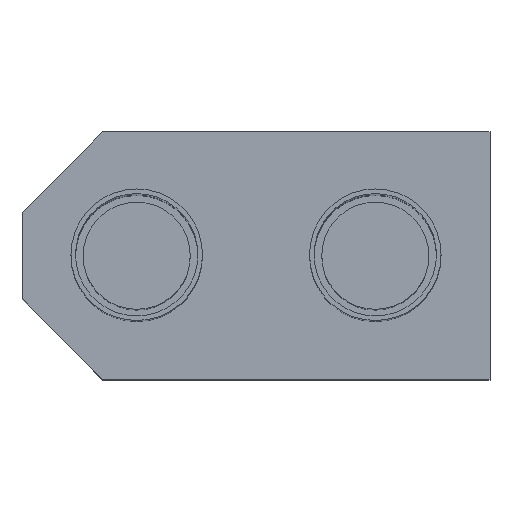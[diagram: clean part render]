
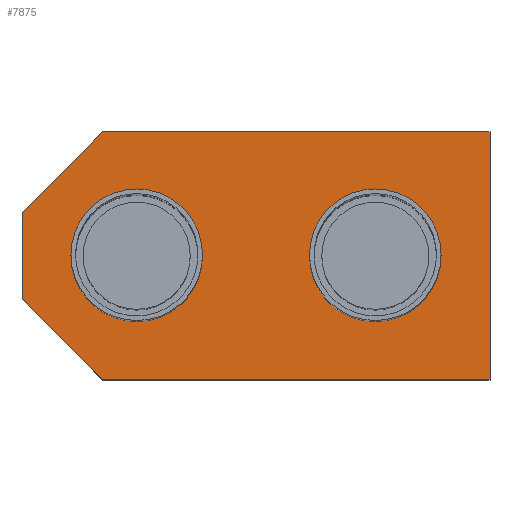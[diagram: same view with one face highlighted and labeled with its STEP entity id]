
A CAD part, top view. The second image highlights one B-rep face of the part: STEP entity #7875.
In plain terms, the highlighted planar face has unit normal (0, 0, 1).
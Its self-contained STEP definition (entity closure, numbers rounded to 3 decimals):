
#334=FACE_BOUND($,#1391,.T.);
#335=FACE_BOUND($,#1392,.T.);
#336=FACE_BOUND($,#1393,.T.);
#517=PLANE($,#8431);
#1391=EDGE_LOOP($,(#6426));
#1392=EDGE_LOOP($,(#6427));
#1393=EDGE_LOOP($,(#6428,#6429,#6430,#6431,#6432,#6433));
#1678=CIRCLE($,#8193,2.15);
#1682=CIRCLE($,#8201,2.15);
#2104=LINE($,#13684,#2815);
#2140=LINE($,#13764,#2851);
#2141=LINE($,#13767,#2852);
#2143=LINE($,#13771,#2854);
#2145=LINE($,#13775,#2856);
#2147=LINE($,#13778,#2858);
#2815=VECTOR($,#9744,12.661);
#2851=VECTOR($,#9814,8.1);
#2852=VECTOR($,#9817,3.733);
#2854=VECTOR($,#9821,2.821);
#2856=VECTOR($,#9825,3.733);
#2858=VECTOR($,#9829,12.661);
#3335=VERTEX_POINT($,#10985);
#3339=VERTEX_POINT($,#10997);
#3641=VERTEX_POINT($,#13681);
#3642=VERTEX_POINT($,#13683);
#3669=VERTEX_POINT($,#13762);
#3670=VERTEX_POINT($,#13766);
#3671=VERTEX_POINT($,#13770);
#3672=VERTEX_POINT($,#13774);
#4117=EDGE_CURVE($,#3335,#3335,#1678,.T.);
#4121=EDGE_CURVE($,#3339,#3339,#1682,.T.);
#4594=EDGE_CURVE($,#3642,#3641,#2104,.T.);
#4634=EDGE_CURVE($,#3641,#3669,#2140,.T.);
#4635=EDGE_CURVE($,#3670,#3642,#2141,.T.);
#4637=EDGE_CURVE($,#3671,#3670,#2143,.T.);
#4639=EDGE_CURVE($,#3672,#3671,#2145,.T.);
#4641=EDGE_CURVE($,#3669,#3672,#2147,.T.);
#6426=ORIENTED_EDGE($,*,*,#4117,.T.);
#6427=ORIENTED_EDGE($,*,*,#4121,.T.);
#6428=ORIENTED_EDGE($,*,*,#4641,.T.);
#6429=ORIENTED_EDGE($,*,*,#4639,.T.);
#6430=ORIENTED_EDGE($,*,*,#4637,.T.);
#6431=ORIENTED_EDGE($,*,*,#4635,.T.);
#6432=ORIENTED_EDGE($,*,*,#4594,.T.);
#6433=ORIENTED_EDGE($,*,*,#4634,.T.);
#7875=ADVANCED_FACE($,(#334,#335,#336),#517,.T.);
#8193=AXIS2_PLACEMENT_3D($,#10986,#9091,#9092);
#8201=AXIS2_PLACEMENT_3D($,#10998,#9107,#9108);
#8431=AXIS2_PLACEMENT_3D($,#13779,#9830,#9831);
#9091=DIRECTION('center_axis',(0.,0.,-1.));
#9092=DIRECTION('ref_axis',(1.,0.,0.));
#9107=DIRECTION('center_axis',(0.,0.,-1.));
#9108=DIRECTION('ref_axis',(1.,0.,0.));
#9744=DIRECTION($,(1.,0.,0.));
#9814=DIRECTION($,(0.,1.,0.));
#9817=DIRECTION($,(0.707,-0.707,0.));
#9821=DIRECTION($,(0.,-1.,0.));
#9825=DIRECTION($,(-0.707,-0.707,0.));
#9829=DIRECTION($,(-1.,0.,0.));
#9830=DIRECTION('center_axis',(0.,0.,1.));
#9831=DIRECTION('ref_axis',(1.,0.,0.));
#10985=CARTESIAN_POINT('',(1.75,30.,25.45));
#10986=CARTESIAN_POINT('Origin',(3.9,30.,25.45));
#10997=CARTESIAN_POINT('',(-6.05,30.,25.45));
#10998=CARTESIAN_POINT('Origin',(-3.9,30.,25.45));
#13681=CARTESIAN_POINT('',(7.65,25.95,25.45));
#13683=CARTESIAN_POINT('',(-5.011,25.95,25.45));
#13684=CARTESIAN_POINT($,(7.65,25.95,25.45));
#13762=CARTESIAN_POINT('',(7.65,34.05,25.45));
#13764=CARTESIAN_POINT($,(7.65,34.05,25.45));
#13766=CARTESIAN_POINT('',(-7.65,28.589,25.45));
#13767=CARTESIAN_POINT($,(-5.011,25.95,25.45));
#13770=CARTESIAN_POINT('',(-7.65,31.411,25.45));
#13771=CARTESIAN_POINT($,(-7.65,28.589,25.45));
#13774=CARTESIAN_POINT('',(-5.011,34.05,25.45));
#13775=CARTESIAN_POINT($,(-7.65,31.411,25.45));
#13778=CARTESIAN_POINT($,(-5.011,34.05,25.45));
#13779=CARTESIAN_POINT('Origin',(0.607,30.,25.45));
